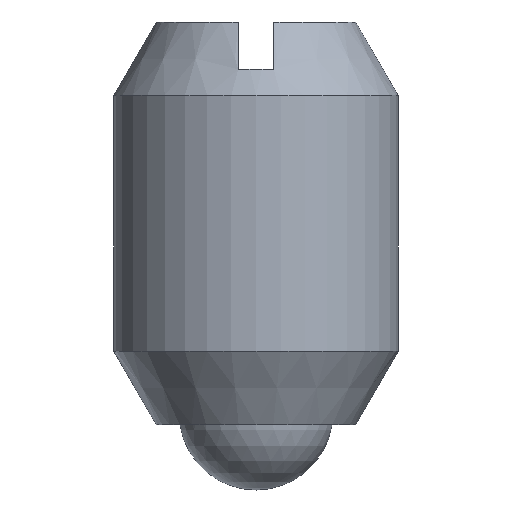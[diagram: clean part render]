
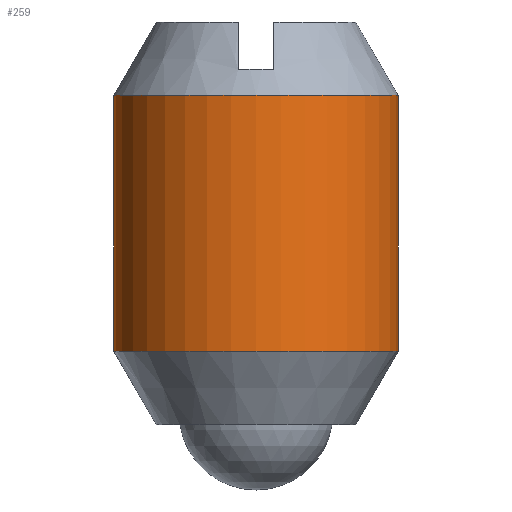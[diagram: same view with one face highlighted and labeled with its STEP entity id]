
A CAD part, front view. The second image highlights one B-rep face of the part: STEP entity #259.
In plain terms, the highlighted cylindrical face has radius 12 mm (diameter 24 mm), a partial arc.
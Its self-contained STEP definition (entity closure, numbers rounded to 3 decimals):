
#187=EDGE_CURVE('',#193,#235,#415,.T.);
#193=VERTEX_POINT('',#421);
#203=EDGE_CURVE('',#285,#305,#431,.T.);
#223=EDGE_CURVE('',#193,#285,#455,.T.);
#235=VERTEX_POINT('',#469);
#237=EDGE_CURVE('',#305,#235,#471,.T.);
#259=ADVANCED_FACE('',(#495),#496,.T.);
#285=VERTEX_POINT('',#524);
#305=VERTEX_POINT('',#545);
#415=CIRCLE('',#677,12.0);
#421=CARTESIAN_POINT('',(12.0,0.,11.7));
#431=CIRCLE('',#706,12.0);
#455=LINE('',#736,#737);
#469=CARTESIAN_POINT('',(-12.0,0.,11.7));
#471=LINE('',#757,#758);
#495=FACE_OUTER_BOUND('',#798,.T.);
#496=CYLINDRICAL_SURFACE('',#799,12.0);
#524=CARTESIAN_POINT('',(12.0,0.,33.3));
#545=CARTESIAN_POINT('',(-12.0,0.,33.3));
#677=AXIS2_PLACEMENT_3D('',#1000,#1001,#1002);
#706=AXIS2_PLACEMENT_3D('',#1008,#1009,#1010);
#736=CARTESIAN_POINT('',(12.0,0.,22.5));
#737=VECTOR('',#1049,1.0);
#757=CARTESIAN_POINT('',(-12.0,0.,22.5));
#758=VECTOR('',#1070,1.0);
#798=EDGE_LOOP('',(#1096,#1097,#1098,#1099));
#799=AXIS2_PLACEMENT_3D('',#1100,#1101,#1102);
#1000=CARTESIAN_POINT('',(0.,0.,11.7));
#1001=DIRECTION('',(0.0,0.0,-1.0));
#1002=DIRECTION('',(-1.0,0.,0.0));
#1008=CARTESIAN_POINT('',(0.,0.,33.3));
#1009=DIRECTION('',(0.0,0.0,-1.0));
#1010=DIRECTION('',(-1.0,0.,0.0));
#1049=DIRECTION('',(-0.0,-0.0,1.0));
#1070=DIRECTION('',(0.0,0.0,-1.0));
#1096=ORIENTED_EDGE('',*,*,#237,.T.);
#1097=ORIENTED_EDGE('',*,*,#187,.F.);
#1098=ORIENTED_EDGE('',*,*,#223,.T.);
#1099=ORIENTED_EDGE('',*,*,#203,.T.);
#1100=CARTESIAN_POINT('',(0.,0.,22.5));
#1101=DIRECTION('',(-0.0,-0.0,1.0));
#1102=DIRECTION('',(-1.0,0.,0.0));
